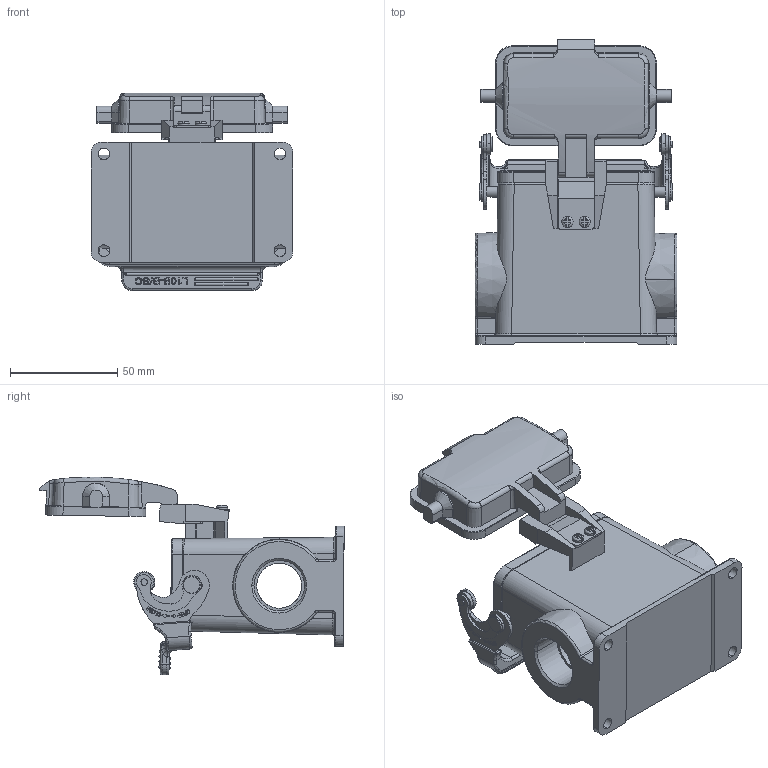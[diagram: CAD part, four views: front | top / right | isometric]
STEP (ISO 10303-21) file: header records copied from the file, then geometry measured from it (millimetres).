
FILE_DESCRIPTION(/* description */ (''),/* implementation_level */ '2;1');
FILE_NAME(/* name */ '3D_1240102615023_HV10B-SFH-1L_SC-CV-2M25_V1.1.stp',/* time_stamp */ '2023-12-06T12:50:00+08:00',/* author */ (''),/* organization */ (''),/* preprocessor_version */ 'ST-DEVELOPER v18.1',/* originating_system */ 'SIEMENS PLM Software NX 1980',/* authorisation */ '');
FILE_SCHEMA (('AUTOMOTIVE_DESIGN { 1 0 10303 214 3 1 1 1 }'));
Products named in the file (1): 145909B0FC6884fv
Bounding box: 94.02 x 141.78 x 92.08 mm (x, y, z)
Volume: 138.4 mm3; surface area: 75052.4 mm2
Topology: 14 solids, 17 shells, 1445 faces, 4054 edges, 2685 vertices
Faces by surface type: cylinder 617, plane 611, torus 85, cone 55, extrusion 34, bspline 25, sphere 18
Full cylindrical faces by diameter (mm): 21 x1
Entity records: 50466 total; most frequent: CARTESIAN_POINT 15106, ORIENTED_EDGE 7964, DIRECTION 6354, EDGE_CURVE 3998, VERTEX_POINT 2668, AXIS2_PLACEMENT_3D 2324, VECTOR 1706, LINE 1672
